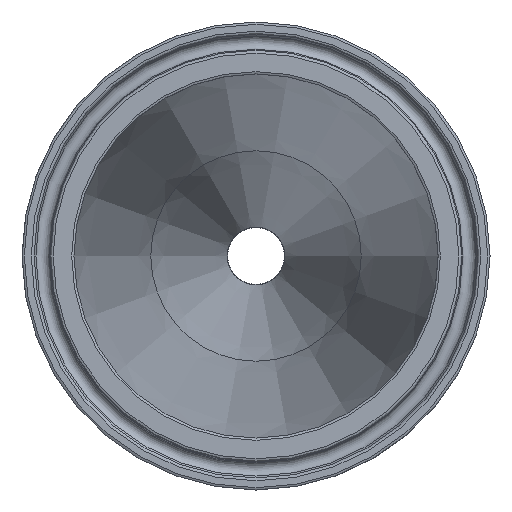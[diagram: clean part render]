
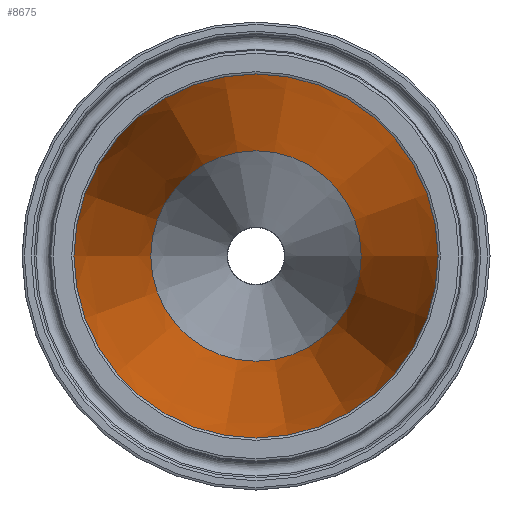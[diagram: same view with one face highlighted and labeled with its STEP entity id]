
A CAD part, left-side view. The second image highlights one B-rep face of the part: STEP entity #8675.
In plain terms, the highlighted conical face has half-angle 7.125 degrees and reference radius 23.749 mm.
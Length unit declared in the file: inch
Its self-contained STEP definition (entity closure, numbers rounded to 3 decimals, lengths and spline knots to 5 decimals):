
#166=FACE_BOUND('',#1631,.T.);
#1064=FACE_OUTER_BOUND('',#1630,.T.);
#1630=EDGE_LOOP('',(#8069));
#1631=EDGE_LOOP('',(#8070));
#3006=CIRCLE('',#9195,0.685);
#3007=CIRCLE('',#9198,1.185);
#4287=VERTEX_POINT('',#18848);
#4288=VERTEX_POINT('',#18852);
#5550=EDGE_CURVE('',#4287,#4287,#3006,.T.);
#5551=EDGE_CURVE('',#4288,#4288,#3007,.T.);
#8069=ORIENTED_EDGE('',*,*,#5551,.F.);
#8070=ORIENTED_EDGE('',*,*,#5550,.T.);
#8126=CONICAL_SURFACE('',#9197,0.935,7.125);
#8675=ADVANCED_FACE('',(#1064,#166),#8126,.F.);
#9195=AXIS2_PLACEMENT_3D('',#18849,#10815,#10816);
#9197=AXIS2_PLACEMENT_3D('',#18851,#10819,#10820);
#9198=AXIS2_PLACEMENT_3D('',#18853,#10821,#10822);
#10815=DIRECTION('center_axis',(1.,0.,0.));
#10816=DIRECTION('ref_axis',(0.,-1.,0.));
#10819=DIRECTION('center_axis',(-1.,0.,0.));
#10820=DIRECTION('ref_axis',(0.,-1.,0.));
#10821=DIRECTION('center_axis',(1.,0.,0.));
#10822=DIRECTION('ref_axis',(0.,-1.,0.));
#18848=CARTESIAN_POINT('',(4.,-0.685,0.));
#18849=CARTESIAN_POINT('Origin',(4.,0.,0.));
#18851=CARTESIAN_POINT('Origin',(2.,0.,0.));
#18852=CARTESIAN_POINT('',(0.,-1.185,0.));
#18853=CARTESIAN_POINT('Origin',(0.,0.,0.));
